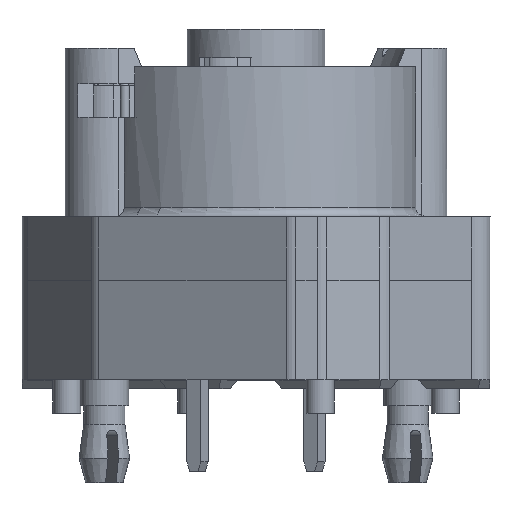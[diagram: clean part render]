
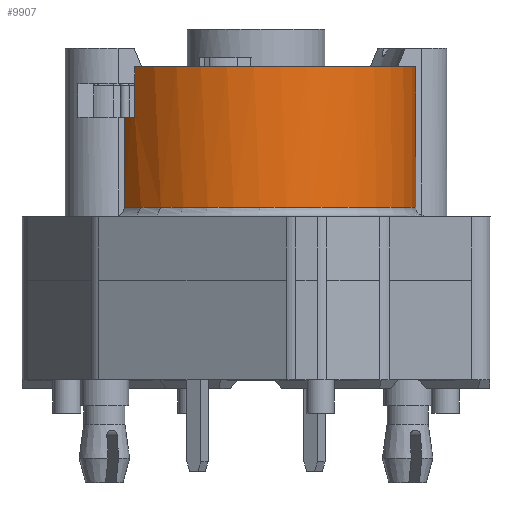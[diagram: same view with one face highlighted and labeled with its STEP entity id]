
A CAD part, left-side view. The second image highlights one B-rep face of the part: STEP entity #9907.
In plain terms, the highlighted cylindrical face has radius 8.55 mm (diameter 17.1 mm), a partial arc.
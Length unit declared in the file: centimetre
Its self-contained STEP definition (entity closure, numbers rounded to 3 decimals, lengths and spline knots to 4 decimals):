
#117=CYLINDRICAL_SURFACE($,#10534,0.855);
#247=CIRCLE($,#10359,0.855);
#286=CIRCLE($,#10513,0.855);
#292=CIRCLE($,#10535,0.855);
#1111=FACE_OUTER_BOUND($,#1704,.T.);
#1704=EDGE_LOOP($,(#8858,#8859,#8860,#8861,#8862,#8863));
#2745=LINE($,#16761,#3791);
#2756=LINE($,#16848,#3802);
#2757=LINE($,#16851,#3803);
#3791=VECTOR($,#12758,0.27);
#3802=VECTOR($,#12803,0.48);
#3803=VECTOR($,#12806,0.75);
#4617=VERTEX_POINT($,#16292);
#4618=VERTEX_POINT($,#16294);
#4734=VERTEX_POINT($,#16736);
#4735=VERTEX_POINT($,#16738);
#4751=VERTEX_POINT($,#16847);
#4752=VERTEX_POINT($,#16849);
#5909=EDGE_CURVE($,#4618,#4617,#247,.T.);
#6117=EDGE_CURVE($,#4735,#4734,#286,.T.);
#6126=EDGE_CURVE($,#4734,#4618,#2745,.T.);
#6144=EDGE_CURVE($,#4617,#4751,#2756,.T.);
#6145=EDGE_CURVE($,#4752,#4751,#292,.T.);
#6146=EDGE_CURVE($,#4752,#4735,#2757,.T.);
#8858=ORIENTED_EDGE($,*,*,#5909,.T.);
#8859=ORIENTED_EDGE($,*,*,#6144,.T.);
#8860=ORIENTED_EDGE($,*,*,#6145,.F.);
#8861=ORIENTED_EDGE($,*,*,#6146,.T.);
#8862=ORIENTED_EDGE($,*,*,#6117,.T.);
#8863=ORIENTED_EDGE($,*,*,#6126,.T.);
#9907=ADVANCED_FACE($,(#1111),#117,.T.);
#10359=AXIS2_PLACEMENT_3D($,#16295,#12269,#12270);
#10513=AXIS2_PLACEMENT_3D($,#16739,#12744,#12745);
#10534=AXIS2_PLACEMENT_3D($,#16846,#12801,#12802);
#10535=AXIS2_PLACEMENT_3D($,#16850,#12804,#12805);
#12269=DIRECTION('center_axis',(0.,0.,
-1.));
#12270=DIRECTION('ref_axis',(-1.,0.,0.));
#12744=DIRECTION('center_axis',(0.,0.,
-1.));
#12745=DIRECTION('ref_axis',(-1.,0.,0.));
#12758=DIRECTION($,(0.,0.,-1.));
#12801=DIRECTION('center_axis',(0.,0.,
-1.));
#12802=DIRECTION('ref_axis',(-1.,0.,0.));
#12803=DIRECTION($,(0.,0.,-1.));
#12804=DIRECTION('center_axis',(0.,0.,
-1.));
#12805=DIRECTION('ref_axis',(-0.938,-0.347,0.));
#12806=DIRECTION($,(0.,0.,1.));
#16292=CARTESIAN_POINT('',(-0.4848,0.7043,1.18));
#16294=CARTESIAN_POINT('',(-0.5594,0.6466,1.18));
#16295=CARTESIAN_POINT('Origin',(0.,0.,
1.18));
#16736=CARTESIAN_POINT('',(-0.5594,0.6466,1.45));
#16738=CARTESIAN_POINT('',(0.0909,-0.8502,1.45));
#16739=CARTESIAN_POINT('Origin',(0.,0.,
1.45));
#16761=CARTESIAN_POINT($,(-0.5594,0.6466,1.));
#16846=CARTESIAN_POINT('Origin',(0.,0.,
1.));
#16847=CARTESIAN_POINT('',(-0.4848,0.7043,0.7));
#16848=CARTESIAN_POINT($,(-0.4848,0.7043,1.));
#16849=CARTESIAN_POINT('',(0.0909,-0.8502,0.7));
#16850=CARTESIAN_POINT('Origin',(0.,0.,
0.7));
#16851=CARTESIAN_POINT($,(0.0909,-0.8502,1.));
